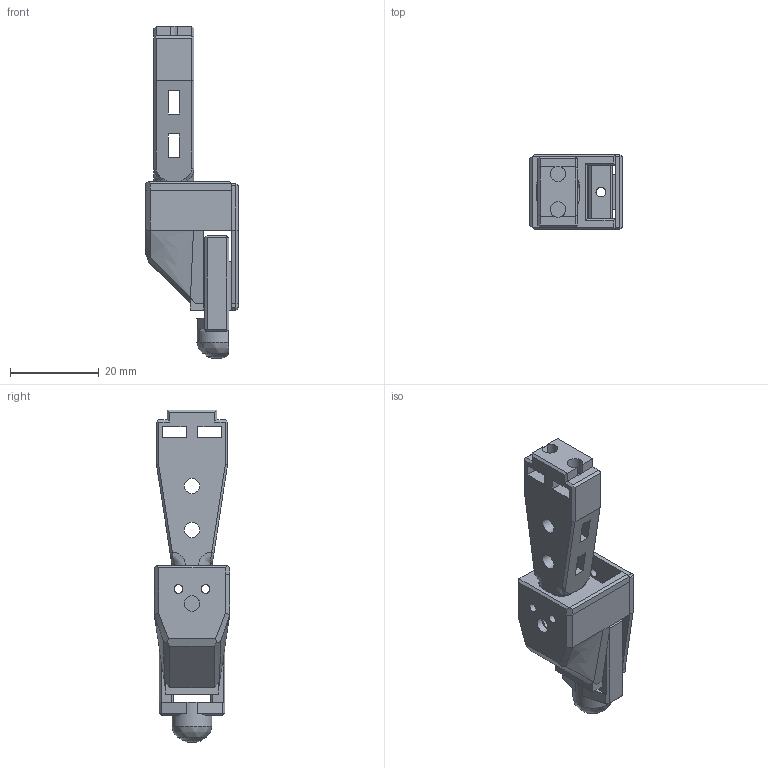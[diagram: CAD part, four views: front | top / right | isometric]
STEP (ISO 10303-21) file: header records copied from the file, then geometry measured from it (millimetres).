
FILE_DESCRIPTION(/* description */ (''),/* implementation_level */ '2;1');
FILE_NAME(/* name */ 'FootAssembly.step',/* time_stamp */ '2023-02-27T21:23:50-06:00',/* author */ (''),/* organization */ (''),/* preprocessor_version */ 'ST-DEVELOPER v19.2',/* originating_system */ 'Autodesk Translation Framework v11.17.0.187',/* authorisation */ '');
FILE_SCHEMA (('AUTOMOTIVE_DESIGN { 1 0 10303 214 3 1 1 }'));
Length unit declared in the file: millimetre
Products named in the file (5): FootAssembly; micro-switch-holder; TibiaBottom; SwitchCover; tip
Assembly tree (4 placements, depth 2):
  FootAssembly
    micro-switch-holder
    TibiaBottom
    SwitchCover
    tip
Bounding box: 20.8 x 17 x 74.72 mm (x, y, z)
Volume: 10417.4 mm3; surface area: 8356.8 mm2
Topology: 4 solids, 4 shells, 292 faces, 793 edges, 496 vertices
Faces by surface type: plane 220, cylinder 46, bspline 25, cone 1
Full cylindrical faces by diameter (mm): 2 x12, 2.2 x2, 2.36 x1, 3.5 x12
Entity records: 10257 total; most frequent: CARTESIAN_POINT 2801, ORIENTED_EDGE 1570, DIRECTION 1358, EDGE_CURVE 785, LINE 590, VECTOR 590, VERTEX_POINT 496, AXIS2_PLACEMENT_3D 384
